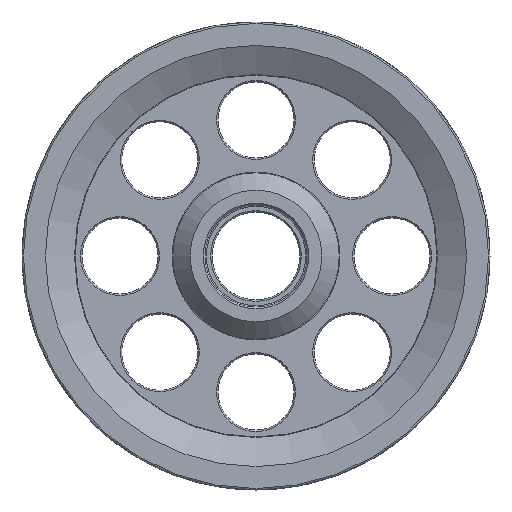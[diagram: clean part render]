
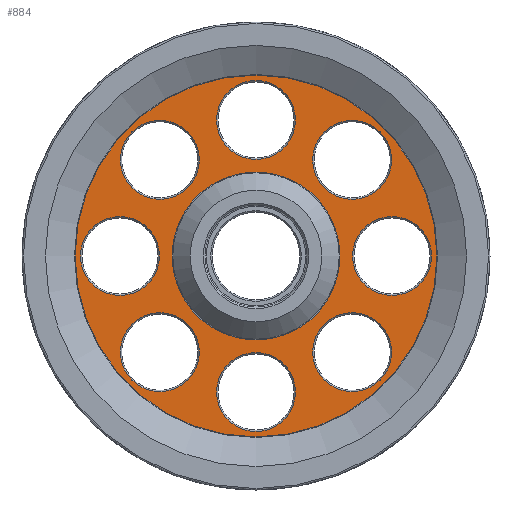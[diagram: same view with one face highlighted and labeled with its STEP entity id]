
A CAD part, left-side view. The second image highlights one B-rep face of the part: STEP entity #884.
In plain terms, the highlighted planar face has unit normal (-1, 0, 0).
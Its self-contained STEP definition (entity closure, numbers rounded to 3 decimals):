
#640 = VERTEX_POINT('',#641);
#641 = CARTESIAN_POINT('',(-2.5,46.5,13.5));
#649 = EDGE_CURVE('',#640,#640,#650,.T.);
#650 = CIRCLE('',#651,13.5);
#651 = AXIS2_PLACEMENT_3D('',#652,#653,#654);
#652 = CARTESIAN_POINT('',(-2.5,46.5,0.));
#653 = DIRECTION('',(-1.,0.,0.));
#654 = DIRECTION('',(0.,0.,1.));
#714 = VERTEX_POINT('',#715);
#715 = CARTESIAN_POINT('',(-2.5,42.426,-23.335));
#723 = EDGE_CURVE('',#714,#714,#724,.T.);
#724 = CIRCLE('',#725,13.5);
#725 = AXIS2_PLACEMENT_3D('',#726,#727,#728);
#726 = CARTESIAN_POINT('',(-2.5,32.88,-32.88));
#727 = DIRECTION('',(-1.,0.,0.));
#728 = DIRECTION('',(0.,0.707,0.707));
#739 = VERTEX_POINT('',#740);
#740 = CARTESIAN_POINT('',(-2.5,13.5,-46.5));
#748 = EDGE_CURVE('',#739,#739,#749,.T.);
#749 = CIRCLE('',#750,13.5);
#750 = AXIS2_PLACEMENT_3D('',#751,#752,#753);
#751 = CARTESIAN_POINT('',(-2.5,0.,-46.5));
#752 = DIRECTION('',(-1.,0.,0.));
#753 = DIRECTION('',(0.,1.,0.));
#764 = VERTEX_POINT('',#765);
#765 = CARTESIAN_POINT('',(-2.5,-23.335,-42.426));
#773 = EDGE_CURVE('',#764,#764,#774,.T.);
#774 = CIRCLE('',#775,13.5);
#775 = AXIS2_PLACEMENT_3D('',#776,#777,#778);
#776 = CARTESIAN_POINT('',(-2.5,-32.88,-32.88));
#777 = DIRECTION('',(-1.,0.,0.));
#778 = DIRECTION('',(0.,0.707,-0.707));
#789 = VERTEX_POINT('',#790);
#790 = CARTESIAN_POINT('',(-2.5,-46.5,-13.5));
#798 = EDGE_CURVE('',#789,#789,#799,.T.);
#799 = CIRCLE('',#800,13.5);
#800 = AXIS2_PLACEMENT_3D('',#801,#802,#803);
#801 = CARTESIAN_POINT('',(-2.5,-46.5,0.));
#802 = DIRECTION('',(-1.,0.,0.));
#803 = DIRECTION('',(0.,0.,-1.));
#814 = VERTEX_POINT('',#815);
#815 = CARTESIAN_POINT('',(-2.5,-42.426,23.335));
#823 = EDGE_CURVE('',#814,#814,#824,.T.);
#824 = CIRCLE('',#825,13.5);
#825 = AXIS2_PLACEMENT_3D('',#826,#827,#828);
#826 = CARTESIAN_POINT('',(-2.5,-32.88,32.88));
#827 = DIRECTION('',(-1.,0.,0.));
#828 = DIRECTION('',(-0.,-0.707,-0.707));
#839 = VERTEX_POINT('',#840);
#840 = CARTESIAN_POINT('',(-2.5,-13.5,46.5));
#848 = EDGE_CURVE('',#839,#839,#849,.T.);
#849 = CIRCLE('',#850,13.5);
#850 = AXIS2_PLACEMENT_3D('',#851,#852,#853);
#851 = CARTESIAN_POINT('',(-2.5,0.,46.5));
#852 = DIRECTION('',(-1.,0.,0.));
#853 = DIRECTION('',(0.,-1.,0.));
#864 = VERTEX_POINT('',#865);
#865 = CARTESIAN_POINT('',(-2.5,23.335,42.426));
#873 = EDGE_CURVE('',#864,#864,#874,.T.);
#874 = CIRCLE('',#875,13.5);
#875 = AXIS2_PLACEMENT_3D('',#876,#877,#878);
#876 = CARTESIAN_POINT('',(-2.5,32.88,32.88));
#877 = DIRECTION('',(-1.,0.,0.));
#878 = DIRECTION('',(0.,-0.707,0.707));
#884 = ADVANCED_FACE('',(#885,#888,#899,#910,#913,#916,#919,#922,#925,
    #928),#931,.F.);
#885 = FACE_BOUND('',#886,.T.);
#886 = EDGE_LOOP('',(#887));
#887 = ORIENTED_EDGE('',*,*,#823,.F.);
#888 = FACE_BOUND('',#889,.T.);
#889 = EDGE_LOOP('',(#890));
#890 = ORIENTED_EDGE('',*,*,#891,.T.);
#891 = EDGE_CURVE('',#892,#892,#894,.T.);
#892 = VERTEX_POINT('',#893);
#893 = CARTESIAN_POINT('',(-2.5,-28.707,0.));
#894 = CIRCLE('',#895,28.707);
#895 = AXIS2_PLACEMENT_3D('',#896,#897,#898);
#896 = CARTESIAN_POINT('',(-2.5,0.,0.));
#897 = DIRECTION('',(1.,-0.,0.));
#898 = DIRECTION('',(-0.,-1.,0.));
#899 = FACE_BOUND('',#900,.T.);
#900 = EDGE_LOOP('',(#901));
#901 = ORIENTED_EDGE('',*,*,#902,.F.);
#902 = EDGE_CURVE('',#903,#903,#905,.T.);
#903 = VERTEX_POINT('',#904);
#904 = CARTESIAN_POINT('',(-2.5,-61.862,0.));
#905 = CIRCLE('',#906,61.862);
#906 = AXIS2_PLACEMENT_3D('',#907,#908,#909);
#907 = CARTESIAN_POINT('',(-2.5,0.,0.));
#908 = DIRECTION('',(1.,-0.,0.));
#909 = DIRECTION('',(-0.,-1.,0.));
#910 = FACE_BOUND('',#911,.T.);
#911 = EDGE_LOOP('',(#912));
#912 = ORIENTED_EDGE('',*,*,#798,.F.);
#913 = FACE_BOUND('',#914,.T.);
#914 = EDGE_LOOP('',(#915));
#915 = ORIENTED_EDGE('',*,*,#773,.F.);
#916 = FACE_BOUND('',#917,.T.);
#917 = EDGE_LOOP('',(#918));
#918 = ORIENTED_EDGE('',*,*,#848,.F.);
#919 = FACE_BOUND('',#920,.T.);
#920 = EDGE_LOOP('',(#921));
#921 = ORIENTED_EDGE('',*,*,#873,.F.);
#922 = FACE_BOUND('',#923,.T.);
#923 = EDGE_LOOP('',(#924));
#924 = ORIENTED_EDGE('',*,*,#649,.F.);
#925 = FACE_BOUND('',#926,.T.);
#926 = EDGE_LOOP('',(#927));
#927 = ORIENTED_EDGE('',*,*,#723,.F.);
#928 = FACE_BOUND('',#929,.T.);
#929 = EDGE_LOOP('',(#930));
#930 = ORIENTED_EDGE('',*,*,#748,.F.);
#931 = PLANE('',#932);
#932 = AXIS2_PLACEMENT_3D('',#933,#934,#935);
#933 = CARTESIAN_POINT('',(-2.5,0.,0.));
#934 = DIRECTION('',(1.,0.,0.));
#935 = DIRECTION('',(-0.,-1.,0.));
